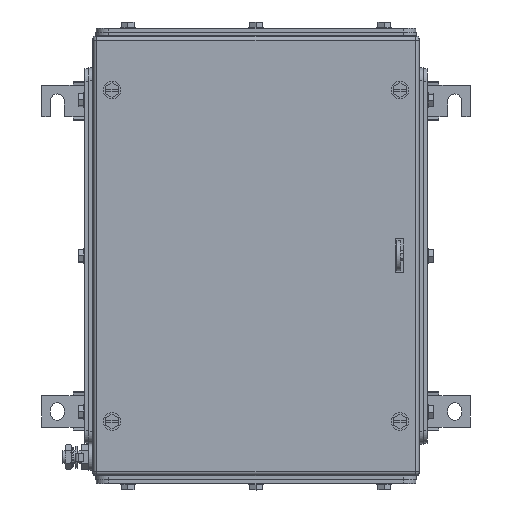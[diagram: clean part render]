
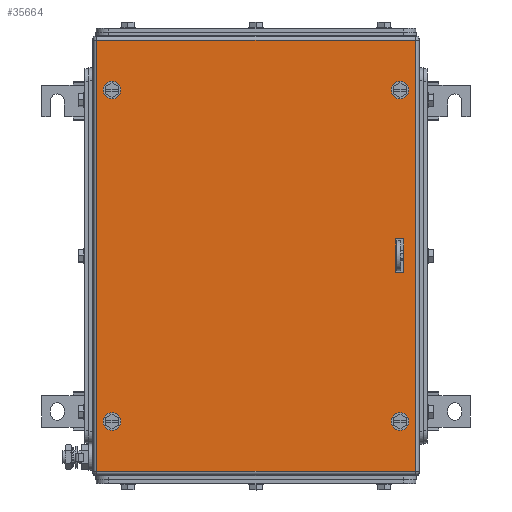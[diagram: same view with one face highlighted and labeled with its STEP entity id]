
A CAD part, top view. The second image highlights one B-rep face of the part: STEP entity #35664.
In plain terms, the highlighted planar face has unit normal (0, 0, 1).
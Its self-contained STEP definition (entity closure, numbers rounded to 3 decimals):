
#35504=AXIS2_PLACEMENT_3D('Circle Axis2P3D',#35502,#35503,$) ;
#35531=AXIS2_PLACEMENT_3D('Plane Axis2P3D',#35528,#35529,#35530) ;
#35569=AXIS2_PLACEMENT_3D('Circle Axis2P3D',#35567,#35568,$) ;
#35578=AXIS2_PLACEMENT_3D('Circle Axis2P3D',#35576,#35577,$) ;
#35587=AXIS2_PLACEMENT_3D('Circle Axis2P3D',#35585,#35586,$) ;
#35596=AXIS2_PLACEMENT_3D('Circle Axis2P3D',#35594,#35595,$) ;
#35605=AXIS2_PLACEMENT_3D('Circle Axis2P3D',#35603,#35604,$) ;
#35614=AXIS2_PLACEMENT_3D('Circle Axis2P3D',#35612,#35613,$) ;
#35623=AXIS2_PLACEMENT_3D('Circle Axis2P3D',#35621,#35622,$) ;
#35499=CARTESIAN_POINT('Vertex',(59.5,317.75,153.5)) ;
#35502=CARTESIAN_POINT('Axis2P3D Location',(56.,317.75,153.5)) ;
#35506=CARTESIAN_POINT('Vertex',(52.5,317.75,153.5)) ;
#35528=CARTESIAN_POINT('Axis2P3D Location',(170.5,186.,153.5)) ;
#35533=CARTESIAN_POINT('Line Origine',(170.5,357.5,153.5)) ;
#35537=CARTESIAN_POINT('Vertex',(297.,357.5,153.5)) ;
#35539=CARTESIAN_POINT('Vertex',(44.,357.5,153.5)) ;
#35542=CARTESIAN_POINT('Line Origine',(44.,186.,153.5)) ;
#35546=CARTESIAN_POINT('Vertex',(44.,14.5,153.5)) ;
#35549=CARTESIAN_POINT('Line Origine',(170.5,14.5,153.5)) ;
#35553=CARTESIAN_POINT('Vertex',(297.,14.5,153.5)) ;
#35556=CARTESIAN_POINT('Line Origine',(297.,186.,153.5)) ;
#35567=CARTESIAN_POINT('Axis2P3D Location',(56.,317.75,153.5)) ;
#35576=CARTESIAN_POINT('Axis2P3D Location',(56.,54.25,153.5)) ;
#35580=CARTESIAN_POINT('Vertex',(52.5,54.25,153.5)) ;
#35582=CARTESIAN_POINT('Vertex',(59.5,54.25,153.5)) ;
#35585=CARTESIAN_POINT('Axis2P3D Location',(56.,54.25,153.5)) ;
#35594=CARTESIAN_POINT('Axis2P3D Location',(285.,54.25,153.5)) ;
#35598=CARTESIAN_POINT('Vertex',(288.5,54.25,153.5)) ;
#35600=CARTESIAN_POINT('Vertex',(281.5,54.25,153.5)) ;
#35603=CARTESIAN_POINT('Axis2P3D Location',(285.,54.25,153.5)) ;
#35612=CARTESIAN_POINT('Axis2P3D Location',(285.,317.75,153.5)) ;
#35616=CARTESIAN_POINT('Vertex',(288.5,317.75,153.5)) ;
#35618=CARTESIAN_POINT('Vertex',(281.5,317.75,153.5)) ;
#35621=CARTESIAN_POINT('Axis2P3D Location',(285.,317.75,153.5)) ;
#35630=CARTESIAN_POINT('Line Origine',(284.75,172.5,153.5)) ;
#35634=CARTESIAN_POINT('Vertex',(288.,172.5,153.5)) ;
#35636=CARTESIAN_POINT('Vertex',(281.5,172.5,153.5)) ;
#35639=CARTESIAN_POINT('Line Origine',(281.5,186.,153.5)) ;
#35643=CARTESIAN_POINT('Vertex',(281.5,199.5,153.5)) ;
#35646=CARTESIAN_POINT('Line Origine',(284.75,199.5,153.5)) ;
#35650=CARTESIAN_POINT('Vertex',(288.,199.5,153.5)) ;
#35653=CARTESIAN_POINT('Line Origine',(288.,186.,153.5)) ;
#35503=DIRECTION('Axis2P3D Direction',(0.,0.,1.)) ;
#35529=DIRECTION('Axis2P3D Direction',(0.,0.,1.)) ;
#35530=DIRECTION('Axis2P3D XDirection',(1.,0.,0.)) ;
#35534=DIRECTION('Vector Direction',(1.,0.,0.)) ;
#35543=DIRECTION('Vector Direction',(0.,-1.,0.)) ;
#35550=DIRECTION('Vector Direction',(1.,0.,0.)) ;
#35557=DIRECTION('Vector Direction',(0.,1.,0.)) ;
#35568=DIRECTION('Axis2P3D Direction',(0.,0.,1.)) ;
#35577=DIRECTION('Axis2P3D Direction',(0.,0.,1.)) ;
#35586=DIRECTION('Axis2P3D Direction',(0.,0.,1.)) ;
#35595=DIRECTION('Axis2P3D Direction',(0.,0.,1.)) ;
#35604=DIRECTION('Axis2P3D Direction',(0.,0.,1.)) ;
#35613=DIRECTION('Axis2P3D Direction',(0.,0.,1.)) ;
#35622=DIRECTION('Axis2P3D Direction',(0.,0.,1.)) ;
#35631=DIRECTION('Vector Direction',(-1.,0.,0.)) ;
#35640=DIRECTION('Vector Direction',(0.,1.,0.)) ;
#35647=DIRECTION('Vector Direction',(1.,0.,0.)) ;
#35654=DIRECTION('Vector Direction',(0.,-1.,0.)) ;
#35535=VECTOR('Line Direction',#35534,1.) ;
#35544=VECTOR('Line Direction',#35543,1.) ;
#35551=VECTOR('Line Direction',#35550,1.) ;
#35558=VECTOR('Line Direction',#35557,1.) ;
#35632=VECTOR('Line Direction',#35631,1.) ;
#35641=VECTOR('Line Direction',#35640,1.) ;
#35648=VECTOR('Line Direction',#35647,1.) ;
#35655=VECTOR('Line Direction',#35654,1.) ;
#35562=ORIENTED_EDGE('',*,*,#35541,.T.) ;
#35563=ORIENTED_EDGE('',*,*,#35548,.T.) ;
#35564=ORIENTED_EDGE('',*,*,#35555,.T.) ;
#35565=ORIENTED_EDGE('',*,*,#35560,.T.) ;
#35573=ORIENTED_EDGE('',*,*,#35571,.F.) ;
#35574=ORIENTED_EDGE('',*,*,#35508,.F.) ;
#35591=ORIENTED_EDGE('',*,*,#35584,.F.) ;
#35592=ORIENTED_EDGE('',*,*,#35589,.F.) ;
#35609=ORIENTED_EDGE('',*,*,#35602,.F.) ;
#35610=ORIENTED_EDGE('',*,*,#35607,.F.) ;
#35627=ORIENTED_EDGE('',*,*,#35620,.F.) ;
#35628=ORIENTED_EDGE('',*,*,#35625,.F.) ;
#35659=ORIENTED_EDGE('',*,*,#35638,.T.) ;
#35660=ORIENTED_EDGE('',*,*,#35645,.T.) ;
#35661=ORIENTED_EDGE('',*,*,#35652,.T.) ;
#35662=ORIENTED_EDGE('',*,*,#35657,.T.) ;
#35575=FACE_BOUND('',#35572,.T.) ;
#35593=FACE_BOUND('',#35590,.T.) ;
#35611=FACE_BOUND('',#35608,.T.) ;
#35629=FACE_BOUND('',#35626,.T.) ;
#35663=FACE_BOUND('',#35658,.T.) ;
#35664=ADVANCED_FACE('ZUB_KTB_MH_352615_4GP_AllCATPart.1\\ZUB_DE_KTB_MH_350x260.1\\DE_KTB_MH_PART_MASTER.2\\Koerper.2',(#35566,#35575,#35593,#35611,#35629,#35663),#35532,.T.) ;
#35505=CIRCLE('generated circle',#35504,3.5) ;
#35570=CIRCLE('generated circle',#35569,3.5) ;
#35579=CIRCLE('generated circle',#35578,3.5) ;
#35588=CIRCLE('generated circle',#35587,3.5) ;
#35597=CIRCLE('generated circle',#35596,3.5) ;
#35606=CIRCLE('generated circle',#35605,3.5) ;
#35615=CIRCLE('generated circle',#35614,3.5) ;
#35624=CIRCLE('generated circle',#35623,3.5) ;
#35508=EDGE_CURVE('',#35500,#35507,#35505,.T.) ;
#35541=EDGE_CURVE('',#35538,#35540,#35536,.F.) ;
#35548=EDGE_CURVE('',#35540,#35547,#35545,.T.) ;
#35555=EDGE_CURVE('',#35547,#35554,#35552,.T.) ;
#35560=EDGE_CURVE('',#35554,#35538,#35559,.T.) ;
#35571=EDGE_CURVE('',#35507,#35500,#35570,.T.) ;
#35584=EDGE_CURVE('',#35581,#35583,#35579,.T.) ;
#35589=EDGE_CURVE('',#35583,#35581,#35588,.T.) ;
#35602=EDGE_CURVE('',#35599,#35601,#35597,.T.) ;
#35607=EDGE_CURVE('',#35601,#35599,#35606,.T.) ;
#35620=EDGE_CURVE('',#35617,#35619,#35615,.T.) ;
#35625=EDGE_CURVE('',#35619,#35617,#35624,.T.) ;
#35638=EDGE_CURVE('',#35635,#35637,#35633,.T.) ;
#35645=EDGE_CURVE('',#35637,#35644,#35642,.T.) ;
#35652=EDGE_CURVE('',#35644,#35651,#35649,.T.) ;
#35657=EDGE_CURVE('',#35651,#35635,#35656,.T.) ;
#35561=EDGE_LOOP('',(#35562,#35563,#35564,#35565)) ;
#35572=EDGE_LOOP('',(#35573,#35574)) ;
#35590=EDGE_LOOP('',(#35591,#35592)) ;
#35608=EDGE_LOOP('',(#35609,#35610)) ;
#35626=EDGE_LOOP('',(#35627,#35628)) ;
#35658=EDGE_LOOP('',(#35659,#35660,#35661,#35662)) ;
#35566=FACE_OUTER_BOUND('',#35561,.T.) ;
#35536=LINE('Line',#35533,#35535) ;
#35545=LINE('Line',#35542,#35544) ;
#35552=LINE('Line',#35549,#35551) ;
#35559=LINE('Line',#35556,#35558) ;
#35633=LINE('Line',#35630,#35632) ;
#35642=LINE('Line',#35639,#35641) ;
#35649=LINE('Line',#35646,#35648) ;
#35656=LINE('Line',#35653,#35655) ;
#35532=PLANE('',#35531) ;
#35500=VERTEX_POINT('',#35499) ;
#35507=VERTEX_POINT('',#35506) ;
#35538=VERTEX_POINT('',#35537) ;
#35540=VERTEX_POINT('',#35539) ;
#35547=VERTEX_POINT('',#35546) ;
#35554=VERTEX_POINT('',#35553) ;
#35581=VERTEX_POINT('',#35580) ;
#35583=VERTEX_POINT('',#35582) ;
#35599=VERTEX_POINT('',#35598) ;
#35601=VERTEX_POINT('',#35600) ;
#35617=VERTEX_POINT('',#35616) ;
#35619=VERTEX_POINT('',#35618) ;
#35635=VERTEX_POINT('',#35634) ;
#35637=VERTEX_POINT('',#35636) ;
#35644=VERTEX_POINT('',#35643) ;
#35651=VERTEX_POINT('',#35650) ;
